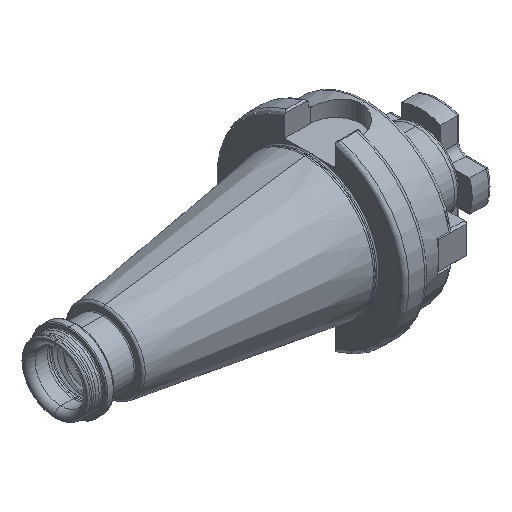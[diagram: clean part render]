
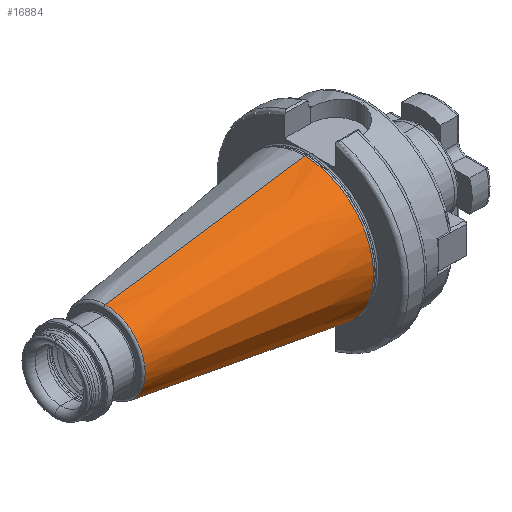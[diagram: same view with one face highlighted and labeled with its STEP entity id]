
A CAD part, isometric view. The second image highlights one B-rep face of the part: STEP entity #16884.
In plain terms, the highlighted conical face has half-angle 8.297 degrees and reference radius 35.027 mm.
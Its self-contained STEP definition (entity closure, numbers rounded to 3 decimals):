
#5959 = CIRCLE ( 'NONE', #33718, 20.207 ) ;
#6000 = CIRCLE ( 'NONE', #33731, 35.027 ) ;
#12472 = DIRECTION ( 'NONE',  ( -1., 0., 0. ) ) ;
#12483 = DIRECTION ( 'NONE',  ( 0., 0., 1. ) ) ;
#12495 = CARTESIAN_POINT ( 'NONE',  ( -8.5, 0., 0. ) ) ;
#12673 = CARTESIAN_POINT ( 'NONE',  ( -110.123, 0., 0. ) ) ;
#12685 = DIRECTION ( 'NONE',  ( 0., 0., 1. ) ) ;
#12686 = DIRECTION ( 'NONE',  ( -1., 0., 0. ) ) ;
#14095 = LINE ( 'NONE', #19617, #14102 ) ;
#14102 = VECTOR ( 'NONE', #19672, 1000. ) ;
#14114 = VECTOR ( 'NONE', #19600, 1000. ) ;
#14145 = LINE ( 'NONE', #19570, #14114 ) ;
#15438 = CARTESIAN_POINT ( 'NONE',  ( -8.5, 0., 0. ) ) ;
#15460 = DIRECTION ( 'NONE',  ( 1., 0., 0. ) ) ;
#15461 = DIRECTION ( 'NONE',  ( 0., 0., -1. ) ) ;
#16884 = ADVANCED_FACE ( 'NONE', ( #27826 ), #27867, .T. ) ;
#19570 = CARTESIAN_POINT ( 'NONE',  ( -8.5, 0., 35.027 ) ) ;
#19600 = DIRECTION ( 'NONE',  ( 0.99, 0., 0.144 ) ) ;
#19617 = CARTESIAN_POINT ( 'NONE',  ( -8.5, 0., -35.027 ) ) ;
#19672 = DIRECTION ( 'NONE',  ( 0.99, 0., -0.144 ) ) ;
#19897 = EDGE_LOOP ( 'NONE', ( #26125, #26079, #26154, #26127 ) ) ;
#24957 = CARTESIAN_POINT ( 'NONE',  ( -110.123, 0., 20.207 ) ) ;
#24977 = CARTESIAN_POINT ( 'NONE',  ( -8.5, 0., 35.027 ) ) ;
#25336 = CARTESIAN_POINT ( 'NONE',  ( -110.123, 0., -20.207 ) ) ;
#25404 = CARTESIAN_POINT ( 'NONE',  ( -8.5, 0., -35.027 ) ) ;
#26079 = ORIENTED_EDGE ( 'NONE', *, *, #34783, .F. ) ;
#26125 = ORIENTED_EDGE ( 'NONE', *, *, #36248, .F. ) ;
#26127 = ORIENTED_EDGE ( 'NONE', *, *, #34793, .T. ) ;
#26154 = ORIENTED_EDGE ( 'NONE', *, *, #36270, .T. ) ;
#27826 = FACE_OUTER_BOUND ( 'NONE', #19897, .T. ) ;
#27867 = CONICAL_SURFACE ( 'NONE', #33455, 35.027, 0.145 ) ;
#32333 = VERTEX_POINT ( 'NONE', #25336 ) ;
#32349 = VERTEX_POINT ( 'NONE', #25404 ) ;
#32898 = VERTEX_POINT ( 'NONE', #24977 ) ;
#32904 = VERTEX_POINT ( 'NONE', #24957 ) ;
#33455 = AXIS2_PLACEMENT_3D ( 'NONE', #15438, #15460, #15461 ) ;
#33718 = AXIS2_PLACEMENT_3D ( 'NONE', #12673, #12686, #12685 ) ;
#33731 = AXIS2_PLACEMENT_3D ( 'NONE', #12495, #12472, #12483 ) ;
#34783 = EDGE_CURVE ( 'NONE', #32333, #32904, #5959, .T. ) ;
#34793 = EDGE_CURVE ( 'NONE', #32349, #32898, #6000, .T. ) ;
#36248 = EDGE_CURVE ( 'NONE', #32904, #32898, #14145, .T. ) ;
#36270 = EDGE_CURVE ( 'NONE', #32333, #32349, #14095, .T. ) ;
